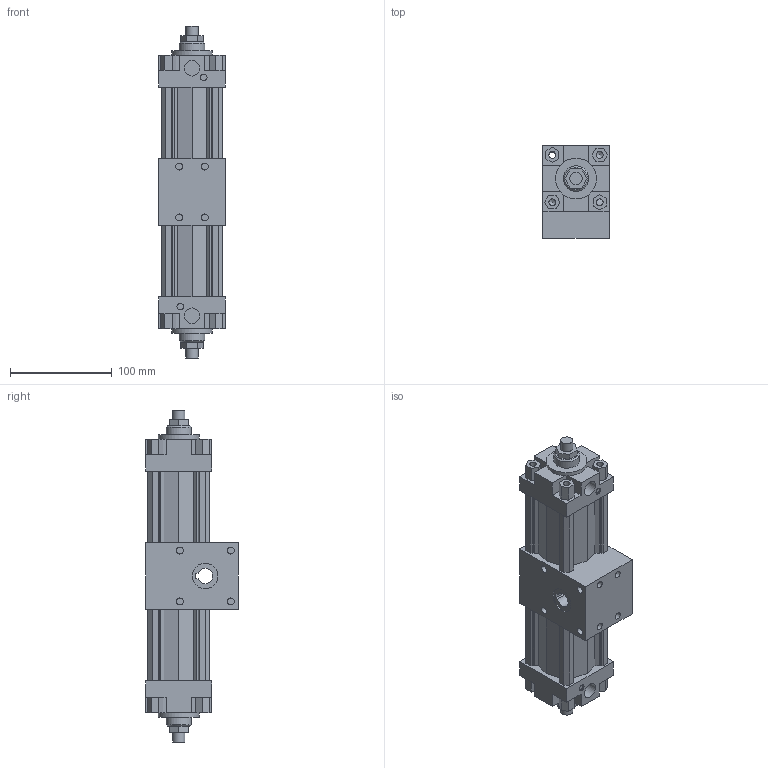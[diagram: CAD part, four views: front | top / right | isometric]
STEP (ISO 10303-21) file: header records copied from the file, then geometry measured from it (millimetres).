
FILE_DESCRIPTION(/* description */ ('CIL.ROTANTE d.50 90Gr. MAGN. '),/* implementation_level */ '2;1');
FILE_NAME(/* name */ '1330_50_90_01R.stp',/* time_stamp */ '2019-06-21T09:54:45+02:00',/* author */ ('maniean1'),/* organization */ ('Pneumax S.p.A.'),/* preprocessor_version */ 'ST-DEVELOPER v17',/* originating_system */ 'Autodesk Inventor 2019',/* authorisation */ '');
FILE_SCHEMA (('AUTOMOTIVE_DESIGN { 1 0 10303 214 3 1 1 }'));
Length unit declared in the file: millimetre
Products named in the file (1): 1330_50_90_01R
Bounding box: 65 x 91 x 326 mm (x, y, z)
Volume: 1044765.8 mm3; surface area: 110926.6 mm2
Topology: 1 solids, 1 shells, 300 faces, 808 edges, 546 vertices
Faces by surface type: plane 257, cylinder 33, cone 10
Full cylindrical faces by diameter (mm): 6.5 x2, 6.75 x8, 6.9 x12, 12 x2, 15.2 x2, 25 x4, 40 x2
Entity records: 9520 total; most frequent: CARTESIAN_POINT 1647, ORIENTED_EDGE 1600, DIRECTION 1534, EDGE_CURVE 800, LINE 668, VECTOR 668, VERTEX_POINT 546, AXIS2_PLACEMENT_3D 433
